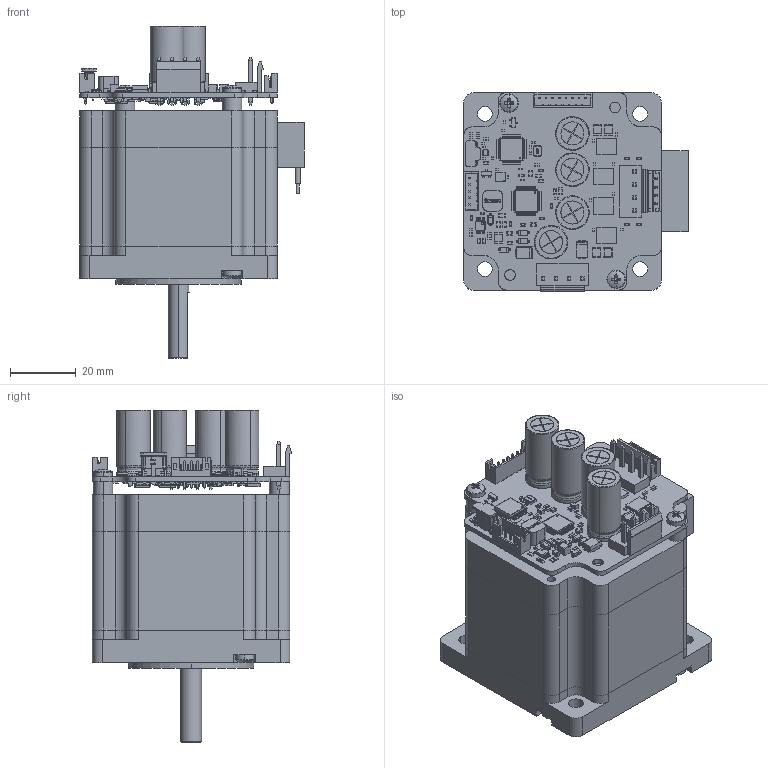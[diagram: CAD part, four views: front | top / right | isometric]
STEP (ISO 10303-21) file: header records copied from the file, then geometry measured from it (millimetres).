
FILE_DESCRIPTION (( 'STEP AP214' ), '1' );
FILE_NAME ('PD-57-2-1260.STEP', '2021-12-22T12:40:52', ( '' ), ( '' ), 'SwSTEP 2.0', 'SolidWorks 2021', '' );
FILE_SCHEMA (( 'AUTOMOTIVE_DESIGN' ));
Length unit declared in the file: millimetre
Products named in the file (1): PD-57-2-1260
Bounding box: 68.15 x 60.5 x 100.8 mm (x, y, z)
Surface area: 36012.6 mm2 (no closed solid volume)
Topology: 0 solids, 393 shells, 8365 faces, 23807 edges, 15882 vertices
Faces by surface type: plane 5684, cylinder 2321, bspline 321, cone 27, torus 8, sphere 4
Entity records: 392718 total; most frequent: CARTESIAN_POINT 129933, ORIENTED_EDGE 46198, EDGE_CURVE 23803, B_SPLINE_CURVE_WITH_KNOTS 22600, DIRECTION 17196, VERTEX_POINT 15882, EDGE_LOOP 9242, UNCERTAINTY_MEASURE_WITH_UNIT 8368
